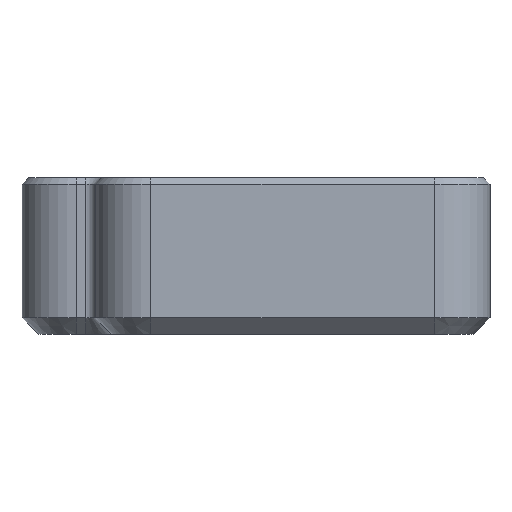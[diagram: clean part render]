
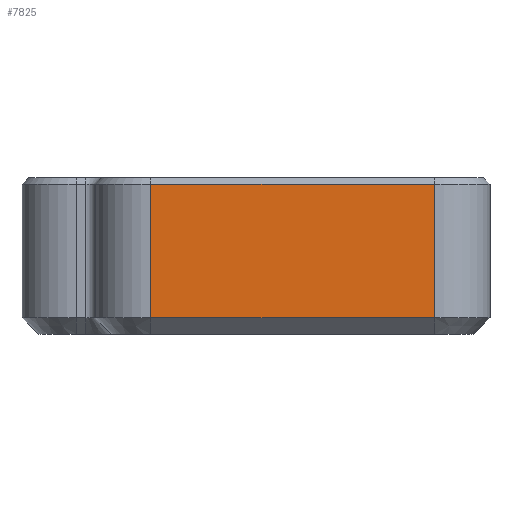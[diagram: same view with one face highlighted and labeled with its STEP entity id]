
A CAD part, left-side view. The second image highlights one B-rep face of the part: STEP entity #7825.
In plain terms, the highlighted planar face has unit normal (-1, 0, 0).
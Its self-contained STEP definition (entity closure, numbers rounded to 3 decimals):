
#603=FACE_OUTER_BOUND('',#1069,.T.);
#1069=EDGE_LOOP('',(#6765,#6766,#6767,#6768));
#1188=LINE('',#10453,#2181);
#1945=LINE('',#12105,#2938);
#1976=LINE('',#12180,#2969);
#1977=LINE('',#12182,#2970);
#2181=VECTOR('',#8457,10.);
#2938=VECTOR('',#9900,10.);
#2969=VECTOR('',#9997,10.);
#2970=VECTOR('',#10000,10.);
#3167=VERTEX_POINT('',#10443);
#3169=VERTEX_POINT('',#10449);
#3719=VERTEX_POINT('',#12095);
#3721=VERTEX_POINT('',#12101);
#3905=EDGE_CURVE('',#3167,#3169,#1188,.T.);
#4731=EDGE_CURVE('',#3719,#3721,#1945,.T.);
#4769=EDGE_CURVE('',#3719,#3169,#1976,.T.);
#4770=EDGE_CURVE('',#3721,#3167,#1977,.T.);
#6765=ORIENTED_EDGE('',*,*,#4731,.F.);
#6766=ORIENTED_EDGE('',*,*,#4769,.T.);
#6767=ORIENTED_EDGE('',*,*,#3905,.F.);
#6768=ORIENTED_EDGE('',*,*,#4770,.F.);
#7461=PLANE('',#8300);
#7825=ADVANCED_FACE('',(#603),#7461,.T.);
#8300=AXIS2_PLACEMENT_3D('',#12181,#9998,#9999);
#8457=DIRECTION('',(0.,1.,0.));
#9900=DIRECTION('',(0.,-1.,0.));
#9997=DIRECTION('',(0.,0.,-1.));
#9998=DIRECTION('center_axis',(-1.,0.,0.));
#9999=DIRECTION('ref_axis',(0.,1.,0.));
#10000=DIRECTION('',(0.,0.,-1.));
#10443=CARTESIAN_POINT('',(-73.604,-27.403,-18.5));
#10449=CARTESIAN_POINT('',(-73.604,16.169,-18.5));
#10453=CARTESIAN_POINT('',(-73.604,-13.702,-18.5));
#12095=CARTESIAN_POINT('',(-73.604,16.169,2.));
#12101=CARTESIAN_POINT('',(-73.604,-27.403,2.));
#12105=CARTESIAN_POINT('',(-73.604,-13.702,2.));
#12180=CARTESIAN_POINT('',(-73.604,16.169,0.));
#12181=CARTESIAN_POINT('Origin',(-73.604,-27.403,0.));
#12182=CARTESIAN_POINT('',(-73.604,-27.403,0.));
